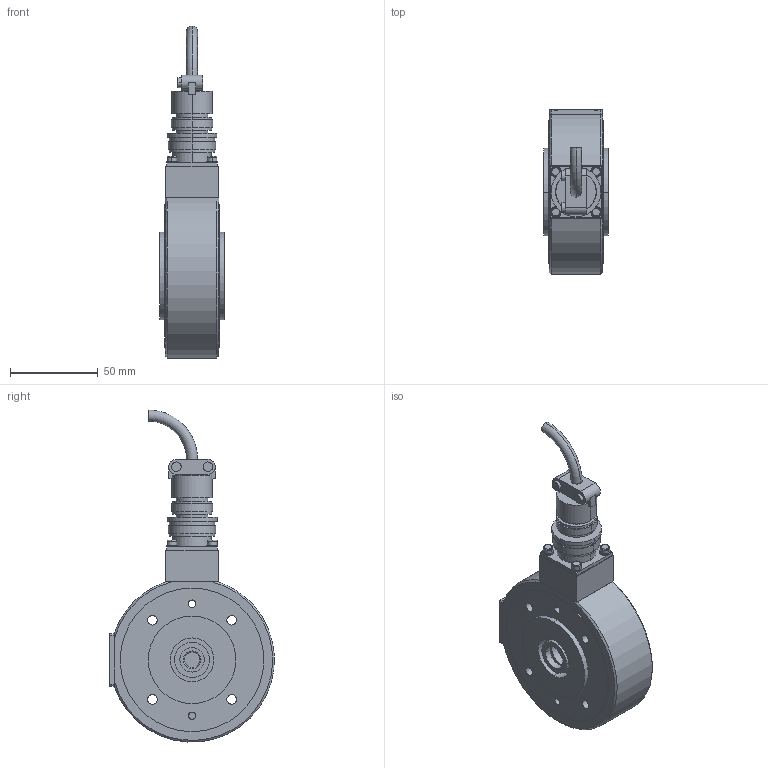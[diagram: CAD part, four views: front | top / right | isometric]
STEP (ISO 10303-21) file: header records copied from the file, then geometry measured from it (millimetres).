
FILE_DESCRIPTION((''),'2;1');
FILE_NAME('L50371_stp.stp','2018-05-31T17:22:47',(''),(''),'Mechanical Desktop 2009','Mechanical Desktop 2009',', , ');
FILE_SCHEMA(('CONFIG_CONTROL_DESIGN'));
Length unit declared in the file: millimetre
Products named in the file (29): L50371_STP; L5112204; L49012; TEIL1AAAA; L49013; TEIL1; L4340304; TEIL1A; V_RING_V14A; V_RING_V14AA; I-6KT_SCHRAUBE_M5X25_NK; I-6KT_SCHRAUBE_M5X25_NKA; I-6KT_SCHRAUBE_M3X25A; I-6KT_SCHRAUBE_M3X25; L49026; TEIL1AAA; FEDERRING_M3A; FEDERRING_M3; SICHERUNGSRINGV_J26; SICHERUNGSRINGV_J26A; FLANSCHDOSE_14S-2P_4-POLIGA; FLANSCHDOSE_14S-2P_4-POLIG; PENDELKUGELLAGER_129TVA; PENDELKUGELLAGER_129TV; L51123; TEIL1AA; SENKSCHRAUBE_I-6KT_M3X6; SENKSCHRAUBE_I-6KT_M3X6A; Flanschdose_14S-2P 4-polig
Assembly tree (38 placements, depth 3):
  L50371_STP
    L5112204
    L49012
      TEIL1AAAA
    L49013
      TEIL1
    L4340304  x2
      TEIL1A
    V_RING_V14A
      V_RING_V14AA
    I-6KT_SCHRAUBE_M5X25_NK
      I-6KT_SCHRAUBE_M5X25_NKA
    I-6KT_SCHRAUBE_M3X25A  x4
      I-6KT_SCHRAUBE_M3X25
    L49026
      TEIL1AAA
    FEDERRING_M3A  x4
      FEDERRING_M3
    SICHERUNGSRINGV_J26
      SICHERUNGSRINGV_J26A
    FLANSCHDOSE_14S-2P_4-POLIGA
      FLANSCHDOSE_14S-2P_4-POLIG
    PENDELKUGELLAGER_129TVA
      PENDELKUGELLAGER_129TV
    L51123
      TEIL1AA
    SENKSCHRAUBE_I-6KT_M3X6  x4
      SENKSCHRAUBE_I-6KT_M3X6A
    Flanschdose_14S-2P 4-polig
Bounding box: 37 x 93.92 x 189.57 mm (x, y, z)
Volume: 235437.1 mm3; surface area: 91882.9 mm2
Topology: 24 solids, 24 shells, 504 faces, 1200 edges, 781 vertices
Faces by surface type: cylinder 284, plane 150, cone 48, torus 20, bspline 2
Entity records: 12807 total; most frequent: CARTESIAN_POINT 2637, DIRECTION 2252, ORIENTED_EDGE 1858, AXIS2_PLACEMENT_3D 943, EDGE_CURVE 929, VERTEX_POINT 610, EDGE_LOOP 529, CIRCLE 524
